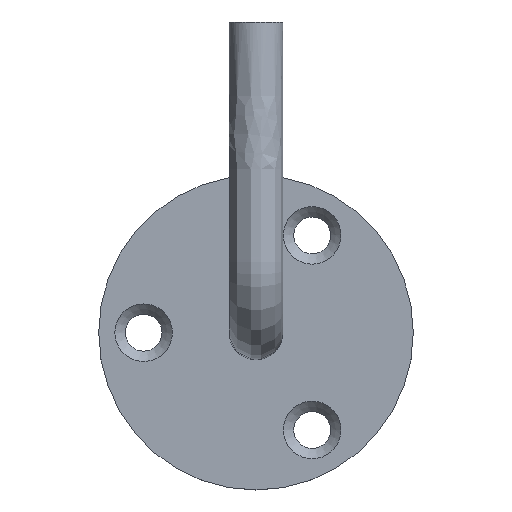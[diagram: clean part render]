
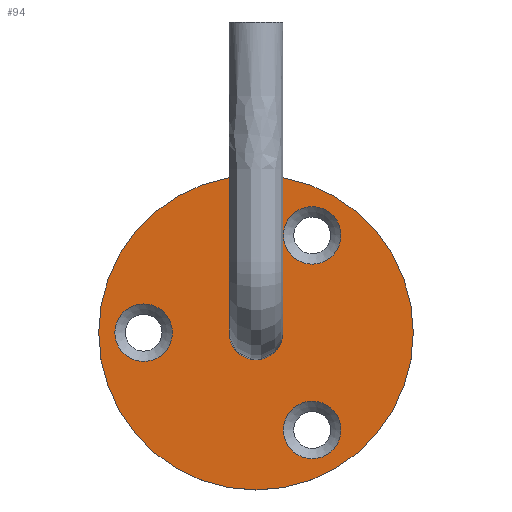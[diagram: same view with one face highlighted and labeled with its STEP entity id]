
A CAD part, top view. The second image highlights one B-rep face of the part: STEP entity #94.
In plain terms, the highlighted planar face has unit normal (0, 0, 1).
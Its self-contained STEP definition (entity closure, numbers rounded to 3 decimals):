
#49=PLANE('',#360);
#72=FACE_BOUND('',#134,.T.);
#73=FACE_BOUND('',#135,.T.);
#74=FACE_BOUND('',#136,.T.);
#75=FACE_BOUND('',#137,.T.);
#76=FACE_BOUND('',#138,.T.);
#94=ADVANCED_FACE('',(#72,#73,#74,#75,#76),#49,.T.);
#134=EDGE_LOOP('',(#191));
#135=EDGE_LOOP('',(#192));
#136=EDGE_LOOP('',(#193));
#137=EDGE_LOOP('',(#194));
#138=EDGE_LOOP('',(#195));
#158=B_SPLINE_CURVE_WITH_KNOTS('',3,(#2111,#2112,#2113,#2114,#2115,#2116,
#2117,#2118,#2119,#2120,#2121,#2122,#2123,#2124,#2125,#2126,#2127,#2128,
#2129,#2130,#2131,#2132,#2133,#2134,#2135),.UNSPECIFIED.,.T.,.F.,(1,3,1,
1,1,1,1,1,1,1,1,1,1,1,1,1,1,1,1,1,1,1,1,3,1),(-0.063,0.,0.063,0.125,0.188,
0.219,0.25,0.281,0.313,0.375,0.438,0.469,0.5,0.531,0.563,0.625,
0.688,0.719,0.75,0.781,0.813,0.875,0.938,1.,1.063),
 .UNSPECIFIED.);
#191=ORIENTED_EDGE('',*,*,#276,.T.);
#192=ORIENTED_EDGE('',*,*,#277,.T.);
#193=ORIENTED_EDGE('',*,*,#278,.T.);
#194=ORIENTED_EDGE('',*,*,#274,.T.);
#195=ORIENTED_EDGE('',*,*,#272,.F.);
#246=VERTEX_POINT('',#2136);
#248=VERTEX_POINT('',#2766);
#250=VERTEX_POINT('',#2772);
#251=VERTEX_POINT('',#2774);
#252=VERTEX_POINT('',#2776);
#272=EDGE_CURVE('',#246,#246,#158,.T.);
#274=EDGE_CURVE('',#248,#248,#312,.T.);
#276=EDGE_CURVE('',#250,#250,#314,.T.);
#277=EDGE_CURVE('',#251,#251,#315,.T.);
#278=EDGE_CURVE('',#252,#252,#316,.T.);
#312=CIRCLE('',#353,35.);
#314=CIRCLE('',#357,6.4);
#315=CIRCLE('',#358,6.4);
#316=CIRCLE('',#359,6.4);
#353=AXIS2_PLACEMENT_3D('',#2765,#407,#408);
#357=AXIS2_PLACEMENT_3D('',#2771,#415,#416);
#358=AXIS2_PLACEMENT_3D('',#2773,#417,#418);
#359=AXIS2_PLACEMENT_3D('',#2775,#419,#420);
#360=AXIS2_PLACEMENT_3D('',#2777,#421,#422);
#407=DIRECTION('',(0.,0.,1.));
#408=DIRECTION('',(1.,0.,0.));
#415=DIRECTION('',(0.,0.,-1.));
#416=DIRECTION('',(1.,0.,0.));
#417=DIRECTION('',(0.,0.,-1.));
#418=DIRECTION('',(1.,0.,0.));
#419=DIRECTION('',(0.,0.,-1.));
#420=DIRECTION('',(1.,0.,0.));
#421=DIRECTION('',(0.,0.,1.));
#422=DIRECTION('',(1.,0.,0.));
#2111=CARTESIAN_POINT('',(6.,0.,4.));
#2112=CARTESIAN_POINT('',(6.,0.707,4.));
#2113=CARTESIAN_POINT('',(5.743,2.235,4.));
#2114=CARTESIAN_POINT('',(4.369,4.369,4.));
#2115=CARTESIAN_POINT('',(2.591,5.514,4.));
#2116=CARTESIAN_POINT('',(1.089,5.936,4.));
#2117=CARTESIAN_POINT('',(0.,6.032,4.));
#2118=CARTESIAN_POINT('',(-1.089,5.936,4.));
#2119=CARTESIAN_POINT('',(-2.591,5.514,4.));
#2120=CARTESIAN_POINT('',(-4.369,4.369,4.));
#2121=CARTESIAN_POINT('',(-5.514,2.591,4.));
#2122=CARTESIAN_POINT('',(-5.936,1.089,4.));
#2123=CARTESIAN_POINT('',(-6.032,0.,4.));
#2124=CARTESIAN_POINT('',(-5.936,-1.089,4.));
#2125=CARTESIAN_POINT('',(-5.514,-2.591,4.));
#2126=CARTESIAN_POINT('',(-4.369,-4.369,4.));
#2127=CARTESIAN_POINT('',(-2.591,-5.514,4.));
#2128=CARTESIAN_POINT('',(-1.089,-5.936,4.));
#2129=CARTESIAN_POINT('',(0.,-6.032,4.));
#2130=CARTESIAN_POINT('',(1.089,-5.936,4.));
#2131=CARTESIAN_POINT('',(2.591,-5.514,4.));
#2132=CARTESIAN_POINT('',(4.369,-4.369,4.));
#2133=CARTESIAN_POINT('',(5.743,-2.235,4.));
#2134=CARTESIAN_POINT('',(6.,-0.707,4.));
#2135=CARTESIAN_POINT('',(6.,0.,4.));
#2136=CARTESIAN_POINT('',(6.,0.,4.));
#2765=CARTESIAN_POINT('',(0.,0.,4.));
#2766=CARTESIAN_POINT('',(35.,0.,4.));
#2771=CARTESIAN_POINT('',(12.5,-21.651,4.));
#2772=CARTESIAN_POINT('',(18.9,-21.651,4.));
#2773=CARTESIAN_POINT('',(12.5,21.651,4.));
#2774=CARTESIAN_POINT('',(18.9,21.651,4.));
#2775=CARTESIAN_POINT('',(-25.,0.,4.));
#2776=CARTESIAN_POINT('',(-18.6,0.,4.));
#2777=CARTESIAN_POINT('',(6.25,10.825,4.));
